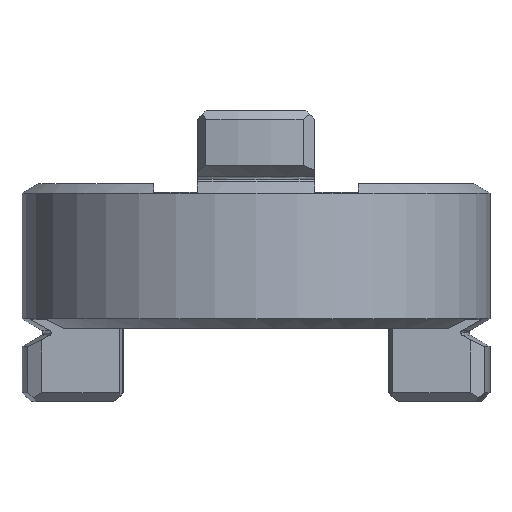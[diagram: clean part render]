
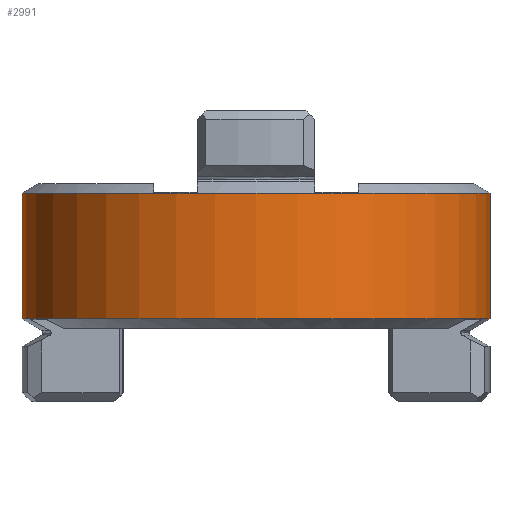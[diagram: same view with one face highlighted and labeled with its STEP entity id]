
A CAD part, front view. The second image highlights one B-rep face of the part: STEP entity #2991.
In plain terms, the highlighted cylindrical face has radius 16 mm (diameter 32 mm), a partial arc.
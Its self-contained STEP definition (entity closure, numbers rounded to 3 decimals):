
#64 = DIRECTION ( 'NONE',  ( 1., 0., 0. ) ) ;
#84 = DIRECTION ( 'NONE',  ( 0., 0., 1. ) ) ;
#91 = CARTESIAN_POINT ( 'NONE',  ( 0., 0., 33.765 ) ) ;
#683 = DIRECTION ( 'NONE',  ( 1., 0., 0. ) ) ;
#689 = DIRECTION ( 'NONE',  ( 0., 0., 1. ) ) ;
#695 = CARTESIAN_POINT ( 'NONE',  ( 0., 0., -4.305 ) ) ;
#781 = CARTESIAN_POINT ( 'NONE',  ( -16., 0., 33.765 ) ) ;
#797 = DIRECTION ( 'NONE',  ( 0., 0., 1. ) ) ;
#891 = CARTESIAN_POINT ( 'NONE',  ( -16., 0., 4.305 ) ) ;
#959 = CARTESIAN_POINT ( 'NONE',  ( -16., 0., -4.305 ) ) ;
#993 = CARTESIAN_POINT ( 'NONE',  ( 16., 0., 4.305 ) ) ;
#1046 = CARTESIAN_POINT ( 'NONE',  ( 16., 0., -4.305 ) ) ;
#1590 = DIRECTION ( 'NONE',  ( 0., 0., 1. ) ) ;
#1609 = CARTESIAN_POINT ( 'NONE',  ( 16., 0., 33.765 ) ) ;
#1924 = EDGE_CURVE ( 'NONE', #2794, #2836, #4230, .T. ) ;
#2041 = AXIS2_PLACEMENT_3D ( 'NONE', #4008, #4013, #3990 ) ;
#2043 = EDGE_CURVE ( 'NONE', #2834, #2915, #4202, .T. ) ;
#2086 = EDGE_CURVE ( 'NONE', #2834, #2794, #2604, .T. ) ;
#2180 = AXIS2_PLACEMENT_3D ( 'NONE', #91, #84, #64 ) ;
#2240 = AXIS2_PLACEMENT_3D ( 'NONE', #695, #689, #683 ) ;
#2462 = VECTOR ( 'NONE', #1590, 1000. ) ;
#2477 = LINE ( 'NONE', #1609, #2462 ) ;
#2548 = VECTOR ( 'NONE', #797, 1000. ) ;
#2604 = LINE ( 'NONE', #781, #2548 ) ;
#2660 = FACE_OUTER_BOUND ( 'NONE', #4245, .T. ) ;
#2670 = CYLINDRICAL_SURFACE ( 'NONE', #2180, 16. ) ;
#2794 = VERTEX_POINT ( 'NONE', #891 ) ;
#2834 = VERTEX_POINT ( 'NONE', #959 ) ;
#2836 = VERTEX_POINT ( 'NONE', #993 ) ;
#2915 = VERTEX_POINT ( 'NONE', #1046 ) ;
#2991 = ADVANCED_FACE ( 'NONE', ( #2660 ), #2670, .T. ) ;
#3990 = DIRECTION ( 'NONE',  ( 1., 0., 0. ) ) ;
#4008 = CARTESIAN_POINT ( 'NONE',  ( 0., 0., 4.305 ) ) ;
#4013 = DIRECTION ( 'NONE',  ( 0., 0., 1. ) ) ;
#4110 = EDGE_CURVE ( 'NONE', #2915, #2836, #2477, .T. ) ;
#4202 = CIRCLE ( 'NONE', #2240, 16. ) ;
#4230 = CIRCLE ( 'NONE', #2041, 16. ) ;
#4245 = EDGE_LOOP ( 'NONE', ( #4533, #4514, #4559, #4481 ) ) ;
#4481 = ORIENTED_EDGE ( 'NONE', *, *, #1924, .F. ) ;
#4514 = ORIENTED_EDGE ( 'NONE', *, *, #2043, .T. ) ;
#4533 = ORIENTED_EDGE ( 'NONE', *, *, #2086, .F. ) ;
#4559 = ORIENTED_EDGE ( 'NONE', *, *, #4110, .T. ) ;
